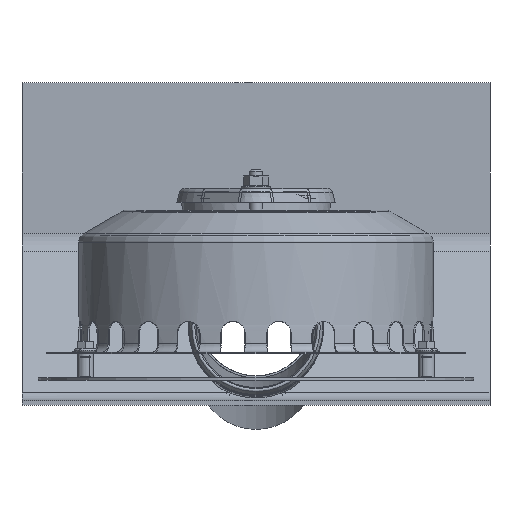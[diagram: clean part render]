
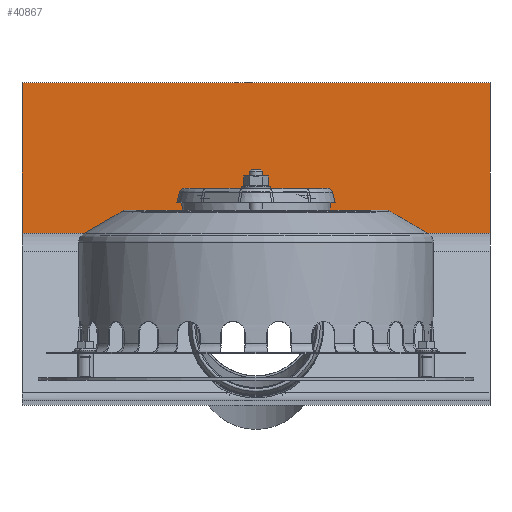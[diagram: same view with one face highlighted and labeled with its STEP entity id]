
A CAD part, left-side view. The second image highlights one B-rep face of the part: STEP entity #40867.
In plain terms, the highlighted planar face has unit normal (-1, 0, 0).
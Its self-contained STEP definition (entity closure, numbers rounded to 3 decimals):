
#4089=FACE_OUTER_BOUND('',#6776,.T.);
#6776=EDGE_LOOP('',(#37215,#37216,#37217,#37218));
#11536=LINE('',#70918,#16288);
#11537=LINE('',#70921,#16289);
#11538=LINE('',#70923,#16290);
#11539=LINE('',#70924,#16291);
#16288=VECTOR('',#53025,1.);
#16289=VECTOR('',#53028,1.);
#16290=VECTOR('',#53029,1.);
#16291=VECTOR('',#53030,1.);
#20067=VERTEX_POINT('',#70914);
#20068=VERTEX_POINT('',#70916);
#20069=VERTEX_POINT('',#70920);
#20070=VERTEX_POINT('',#70922);
#25795=EDGE_CURVE('',#20067,#20068,#11536,.T.);
#25796=EDGE_CURVE('',#20069,#20067,#11537,.T.);
#25797=EDGE_CURVE('',#20070,#20068,#11538,.T.);
#25798=EDGE_CURVE('',#20069,#20070,#11539,.T.);
#37215=ORIENTED_EDGE('',*,*,#25796,.T.);
#37216=ORIENTED_EDGE('',*,*,#25795,.T.);
#37217=ORIENTED_EDGE('',*,*,#25797,.F.);
#37218=ORIENTED_EDGE('',*,*,#25798,.F.);
#38947=PLANE('',#43346);
#40867=ADVANCED_FACE('',(#4089),#38947,.T.);
#43346=AXIS2_PLACEMENT_3D('',#70919,#53026,#53027);
#53025=DIRECTION('',(0.,-1.,0.));
#53026=DIRECTION('center_axis',(-1.,0.,0.));
#53027=DIRECTION('ref_axis',(0.,0.,
-1.));
#53028=DIRECTION('',(0.,0.,-1.));
#53029=DIRECTION('',(0.,0.,-1.));
#53030=DIRECTION('',(0.,-1.,0.));
#70914=CARTESIAN_POINT('',(7911.324,2397.86,151.627));
#70916=CARTESIAN_POINT('',(7911.324,2107.86,151.627));
#70918=CARTESIAN_POINT('',(7911.324,2397.86,151.627));
#70919=CARTESIAN_POINT('Origin',(7911.324,2397.86,245.));
#70920=CARTESIAN_POINT('',(7911.324,2397.86,245.));
#70921=CARTESIAN_POINT('',(7911.324,2397.86,245.));
#70922=CARTESIAN_POINT('',(7911.324,2107.86,245.));
#70923=CARTESIAN_POINT('',(7911.324,2107.86,245.));
#70924=CARTESIAN_POINT('',(7911.324,2397.86,245.));
